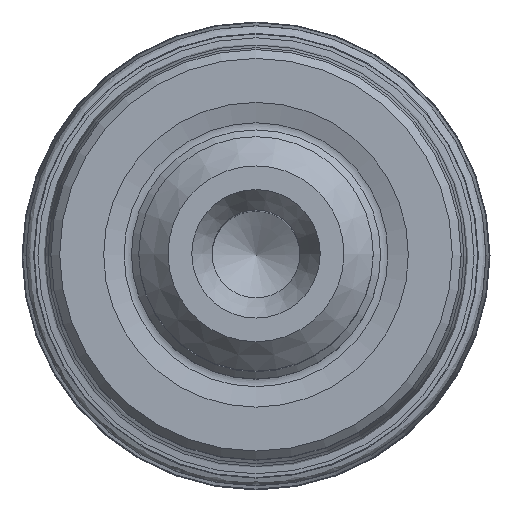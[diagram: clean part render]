
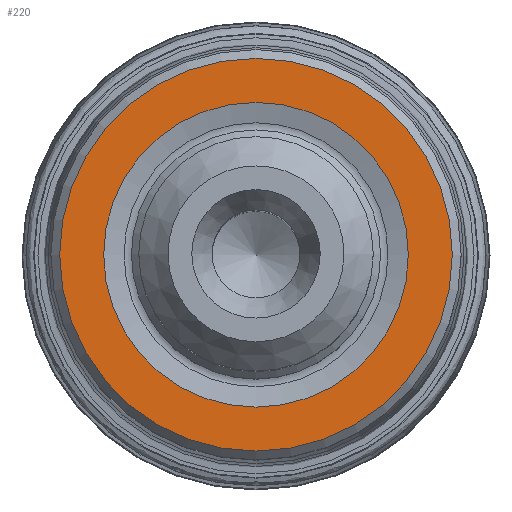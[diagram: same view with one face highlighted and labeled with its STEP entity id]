
A CAD part, top view. The second image highlights one B-rep face of the part: STEP entity #220.
In plain terms, the highlighted planar face has unit normal (0, 0, 1).
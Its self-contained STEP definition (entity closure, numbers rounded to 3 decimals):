
#48=PLANE('',#899);
#220=ADVANCED_FACE('',(#337,#338),#48,.F.);
#337=FACE_BOUND('',#469,.T.);
#338=FACE_BOUND('',#470,.T.);
#469=EDGE_LOOP('',(#601));
#470=EDGE_LOOP('',(#602));
#601=ORIENTED_EDGE('',*,*,#762,.T.);
#602=ORIENTED_EDGE('',*,*,#763,.F.);
#695=VERTEX_POINT('',#1562);
#696=VERTEX_POINT('',#1564);
#762=EDGE_CURVE('',#695,#695,#828,.T.);
#763=EDGE_CURVE('',#696,#696,#829,.T.);
#828=CIRCLE('',#897,6.7);
#829=CIRCLE('',#898,5.199);
#897=AXIS2_PLACEMENT_3D('',#1561,#1071,#1072);
#898=AXIS2_PLACEMENT_3D('',#1563,#1073,#1074);
#899=AXIS2_PLACEMENT_3D('',#1565,#1075,#1076);
#1071=DIRECTION('',(0.,0.,1.));
#1072=DIRECTION('',(-1.,0.,0.));
#1073=DIRECTION('',(0.,0.,1.));
#1074=DIRECTION('',(-1.,0.,0.));
#1075=DIRECTION('',(0.,0.,-1.));
#1076=DIRECTION('',(-1.,0.,0.));
#1561=CARTESIAN_POINT('',(0.,0.,0.));
#1562=CARTESIAN_POINT('',(-6.7,0.,0.));
#1563=CARTESIAN_POINT('',(0.,0.,0.));
#1564=CARTESIAN_POINT('',(-5.199,0.,0.));
#1565=CARTESIAN_POINT('',(0.,0.,0.));
